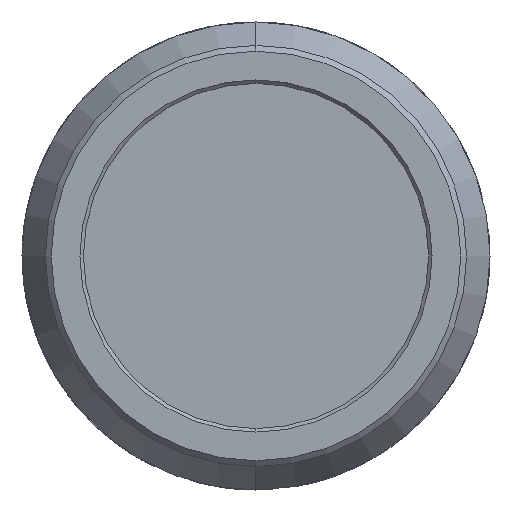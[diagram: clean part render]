
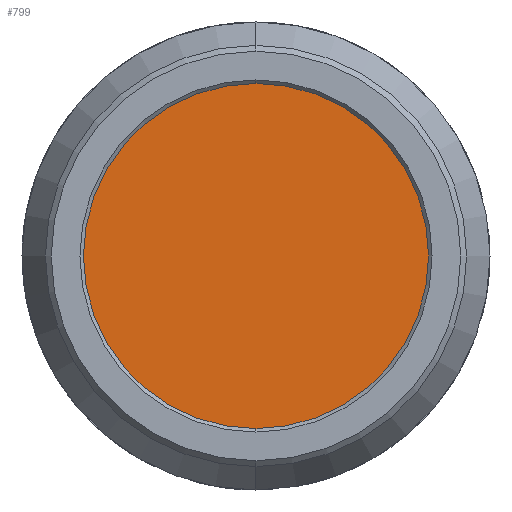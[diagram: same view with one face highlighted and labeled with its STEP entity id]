
A CAD part, left-side view. The second image highlights one B-rep face of the part: STEP entity #799.
In plain terms, the highlighted planar face has unit normal (-1, 0, 0).
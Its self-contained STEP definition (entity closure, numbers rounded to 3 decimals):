
#166 = CARTESIAN_POINT ( 'NONE',  ( 1.107, 0., 0. ) ) ;
#190 = CARTESIAN_POINT ( 'NONE',  ( 1.107, 0., 14.75 ) ) ;
#452 = DIRECTION ( 'NONE',  ( 0., 0., 1. ) ) ;
#799 = ADVANCED_FACE ( 'NONE', ( #1575 ), #5802, .T. ) ;
#1002 = CARTESIAN_POINT ( 'NONE',  ( 1.107, 0., 0. ) ) ;
#1061 = AXIS2_PLACEMENT_3D ( 'NONE', #6555, #3517, #452 ) ;
#1575 = FACE_OUTER_BOUND ( 'NONE', #5592, .T. ) ;
#1760 = CIRCLE ( 'NONE', #4065, 14.75 ) ;
#1895 = DIRECTION ( 'NONE',  ( -1., 0., 0. ) ) ;
#2018 = VERTEX_POINT ( 'NONE', #2062 ) ;
#2062 = CARTESIAN_POINT ( 'NONE',  ( 1.107, 0., -14.75 ) ) ;
#2436 = EDGE_CURVE ( 'NONE', #2018, #6272, #1760, .T. ) ;
#2727 = CIRCLE ( 'NONE', #1061, 14.75 ) ;
#3017 = ORIENTED_EDGE ( 'NONE', *, *, #2436, .F. ) ;
#3517 = DIRECTION ( 'NONE',  ( 1., 0., 0. ) ) ;
#3618 = EDGE_CURVE ( 'NONE', #6272, #2018, #2727, .T. ) ;
#4065 = AXIS2_PLACEMENT_3D ( 'NONE', #1002, #4604, #5649 ) ;
#4173 = AXIS2_PLACEMENT_3D ( 'NONE', #166, #1895, #4920 ) ;
#4604 = DIRECTION ( 'NONE',  ( 1., 0., 0. ) ) ;
#4920 = DIRECTION ( 'NONE',  ( 0., 0., 1. ) ) ;
#5592 = EDGE_LOOP ( 'NONE', ( #5869, #3017 ) ) ;
#5649 = DIRECTION ( 'NONE',  ( 0., 0., 1. ) ) ;
#5802 = PLANE ( 'NONE',  #4173 ) ;
#5869 = ORIENTED_EDGE ( 'NONE', *, *, #3618, .F. ) ;
#6272 = VERTEX_POINT ( 'NONE', #190 ) ;
#6555 = CARTESIAN_POINT ( 'NONE',  ( 1.107, 0., 0. ) ) ;
